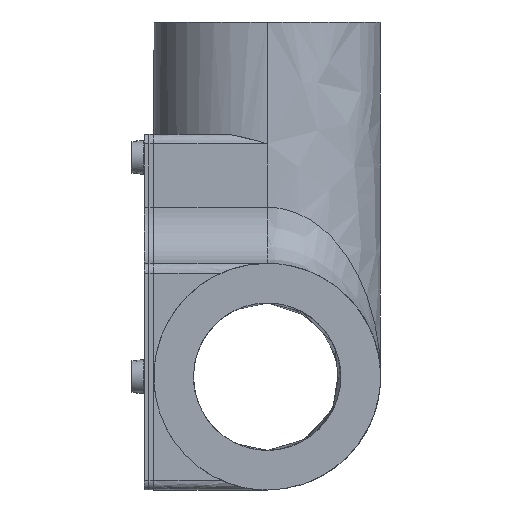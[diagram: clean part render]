
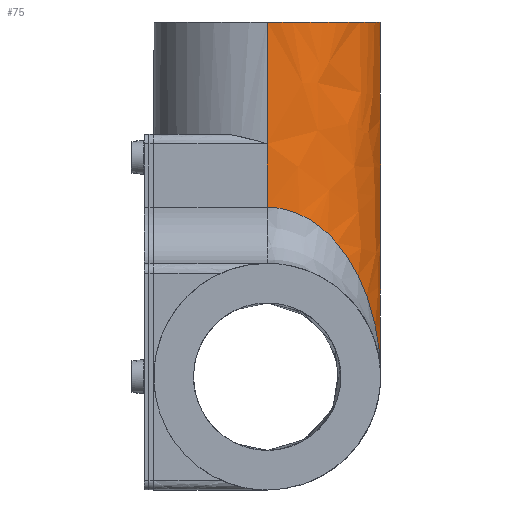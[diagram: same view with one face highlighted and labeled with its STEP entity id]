
A CAD part, left-side view. The second image highlights one B-rep face of the part: STEP entity #75.
In plain terms, the highlighted free-form (B-spline) face has degree [2, 1] with [9, 2] control points.
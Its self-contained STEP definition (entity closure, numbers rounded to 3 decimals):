
#75=ADVANCED_FACE('',(#232),#2439,.T.);
#232=FACE_OUTER_BOUND('',#392,.T.);
#392=EDGE_LOOP('',(#717,#718,#719,#720,#721,#722,#723));
#717=ORIENTED_EDGE('',*,*,#1416,.T.);
#718=ORIENTED_EDGE('',*,*,#1412,.F.);
#719=ORIENTED_EDGE('',*,*,#1415,.F.);
#720=ORIENTED_EDGE('',*,*,#1469,.T.);
#721=ORIENTED_EDGE('',*,*,#1445,.T.);
#722=ORIENTED_EDGE('',*,*,#1414,.F.);
#723=ORIENTED_EDGE('',*,*,#1413,.F.);
#1412=EDGE_CURVE('',#2181,#2146,#1966,.T.);
#1413=EDGE_CURVE('',#2182,#2177,#1967,.T.);
#1414=EDGE_CURVE('',#2177,#2183,#1754,.T.);
#1415=EDGE_CURVE('',#2184,#2181,#1755,.T.);
#1416=EDGE_CURVE('',#2182,#2146,#1968,.T.);
#1445=EDGE_CURVE('',#2170,#2183,#1977,.T.);
#1469=EDGE_CURVE('',#2184,#2170,#1988,.T.);
#1754=B_SPLINE_CURVE_WITH_KNOTS('',1,(#4530,#4531),.UNSPECIFIED.,.F.,.F.,
(2,2),(-13.,0.),.UNSPECIFIED.);
#1755=B_SPLINE_CURVE_WITH_KNOTS('',1,(#4532,#4533),.UNSPECIFIED.,.F.,.F.,
(2,2),(0.,13.),.UNSPECIFIED.);
#1966=(
BOUNDED_CURVE()
B_SPLINE_CURVE(1,(#4526,#4527),.UNSPECIFIED.,.F.,.F.)
B_SPLINE_CURVE_WITH_KNOTS((2,2),(-24.,-3.31),.UNSPECIFIED.)
CURVE()
GEOMETRIC_REPRESENTATION_ITEM()
RATIONAL_B_SPLINE_CURVE((1.,1.))
REPRESENTATION_ITEM('')
);
#1967=(
BOUNDED_CURVE()
B_SPLINE_CURVE(1,(#4528,#4529),.UNSPECIFIED.,.F.,.F.)
B_SPLINE_CURVE_WITH_KNOTS((2,2),(3.31,24.),.UNSPECIFIED.)
CURVE()
GEOMETRIC_REPRESENTATION_ITEM()
RATIONAL_B_SPLINE_CURVE((1.,1.))
REPRESENTATION_ITEM('')
);
#1968=(
BOUNDED_CURVE()
B_SPLINE_CURVE(2,(#4534,#4535,#4536,#4537,#4538),.UNSPECIFIED.,.F.,.F.)
B_SPLINE_CURVE_WITH_KNOTS((3,2,3),(36.521,73.042,109.563),
 .UNSPECIFIED.)
CURVE()
GEOMETRIC_REPRESENTATION_ITEM()
RATIONAL_B_SPLINE_CURVE((1.,0.707,1.,0.707,1.))
REPRESENTATION_ITEM('')
);
#1977=(
BOUNDED_CURVE()
B_SPLINE_CURVE(3,(#4699,#4700,#4701,#4702,#4703,#4704,#4705,#4706,#4707,
#4708,#4709,#4710,#4711,#4712,#4713,#4714,#4715,#4716,#4717,#4718,#4719,
#4720,#4721,#4722,#4723,#4724),.UNSPECIFIED.,.F.,.F.)
B_SPLINE_CURVE_WITH_KNOTS((4,2,2,2,2,2,2,2,2,2,2,2,4),(0.,6.522,
13.045,19.567,26.09,29.351,32.612,
35.874,39.135,42.396,45.657,48.919,
52.18),.UNSPECIFIED.)
CURVE()
GEOMETRIC_REPRESENTATION_ITEM()
RATIONAL_B_SPLINE_CURVE((1.,1.,1.,1.,1.,1.,1.,1.,1.,1.,1.,1.,1.,1.,1.,1.,
1.,1.,1.,1.,1.,1.,1.,1.,1.,1.))
REPRESENTATION_ITEM('')
);
#1988=(
BOUNDED_CURVE()
B_SPLINE_CURVE(3,(#4827,#4828,#4829,#4830,#4831,#4832,#4833,#4834,#4835,
#4836,#4837,#4838,#4839,#4840,#4841,#4842,#4843,#4844,#4845,#4846,#4847,
#4848,#4849,#4850,#4851,#4852),.UNSPECIFIED.,.F.,.F.)
B_SPLINE_CURVE_WITH_KNOTS((4,2,2,2,2,2,2,2,2,2,2,2,4),(-52.18,
-48.919,-45.657,-42.396,-39.135,-35.874,
-32.612,-29.351,-26.09,-19.567,
-13.045,-6.522,0.),.UNSPECIFIED.)
CURVE()
GEOMETRIC_REPRESENTATION_ITEM()
RATIONAL_B_SPLINE_CURVE((1.,1.,1.,1.,1.,1.,1.,1.,1.,1.,1.,1.,1.,1.,1.,1.,
1.,1.,1.,1.,1.,1.,1.,1.,1.,1.))
REPRESENTATION_ITEM('')
);
#2146=VERTEX_POINT('',#3705);
#2170=VERTEX_POINT('',#3729);
#2177=VERTEX_POINT('',#3736);
#2181=VERTEX_POINT('',#3740);
#2182=VERTEX_POINT('',#3741);
#2183=VERTEX_POINT('',#3742);
#2184=VERTEX_POINT('',#3743);
#2439=(
BOUNDED_SURFACE()
B_SPLINE_SURFACE(2,1,((#3298,#3299),(#3300,#3301),(#3302,#3303),(#3304,
#3305),(#3306,#3307),(#3308,#3309),(#3310,#3311),(#3312,#3313),(#3314,#3315)),
 .UNSPECIFIED.,.T.,.F.,.F.)
B_SPLINE_SURFACE_WITH_KNOTS((3,2,2,2,3),(2,2),(0.,36.521,73.042,
109.563,146.084),(0.,86.102),.UNSPECIFIED.)
GEOMETRIC_REPRESENTATION_ITEM()
RATIONAL_B_SPLINE_SURFACE(((1.,1.),(0.707,0.707),
(1.,1.),(0.707,0.707),(1.,1.),(0.707,
0.707),(1.,1.),(0.707,0.707),(1.,1.)))
REPRESENTATION_ITEM('')
SURFACE()
);
#3298=CARTESIAN_POINT('',(-78.,23.25,94.051));
#3299=CARTESIAN_POINT('',(-78.,23.25,7.949));
#3300=CARTESIAN_POINT('',(-54.75,23.25,94.051));
#3301=CARTESIAN_POINT('',(-54.75,23.25,7.949));
#3302=CARTESIAN_POINT('',(-54.75,0.,94.051));
#3303=CARTESIAN_POINT('',(-54.75,0.,7.949));
#3304=CARTESIAN_POINT('',(-54.75,-23.25,94.051));
#3305=CARTESIAN_POINT('',(-54.75,-23.25,7.949));
#3306=CARTESIAN_POINT('',(-78.,-23.25,94.051));
#3307=CARTESIAN_POINT('',(-78.,-23.25,7.949));
#3308=CARTESIAN_POINT('',(-101.25,-23.25,94.051));
#3309=CARTESIAN_POINT('',(-101.25,-23.25,7.949));
#3310=CARTESIAN_POINT('',(-101.25,0.,94.051));
#3311=CARTESIAN_POINT('',(-101.25,0.,7.949));
#3312=CARTESIAN_POINT('',(-101.25,23.25,94.051));
#3313=CARTESIAN_POINT('',(-101.25,23.25,7.949));
#3314=CARTESIAN_POINT('',(-78.,23.25,94.051));
#3315=CARTESIAN_POINT('',(-78.,23.25,7.949));
#3705=CARTESIAN_POINT('',(-101.25,0.,87.875));
#3729=CARTESIAN_POINT('',(-78.,-23.25,15.125));
#3736=CARTESIAN_POINT('',(-54.75,0.,62.875));
#3740=CARTESIAN_POINT('',(-101.25,0.,62.875));
#3741=CARTESIAN_POINT('',(-54.75,0.,87.875));
#3742=CARTESIAN_POINT('',(-54.75,0.,49.875));
#3743=CARTESIAN_POINT('',(-101.25,0.,49.875));
#4526=CARTESIAN_POINT('',(-101.25,0.,62.875));
#4527=CARTESIAN_POINT('',(-101.25,0.,87.875));
#4528=CARTESIAN_POINT('',(-54.75,0.,87.875));
#4529=CARTESIAN_POINT('',(-54.75,0.,62.875));
#4530=CARTESIAN_POINT('',(-54.75,0.,62.875));
#4531=CARTESIAN_POINT('',(-54.75,0.,49.875));
#4532=CARTESIAN_POINT('',(-101.25,0.,49.875));
#4533=CARTESIAN_POINT('',(-101.25,0.,62.875));
#4534=CARTESIAN_POINT('',(-54.75,0.,87.875));
#4535=CARTESIAN_POINT('',(-54.75,-23.25,87.875));
#4536=CARTESIAN_POINT('',(-78.,-23.25,87.875));
#4537=CARTESIAN_POINT('',(-101.25,-23.25,87.875));
#4538=CARTESIAN_POINT('',(-101.25,0.,87.875));
#4699=CARTESIAN_POINT('',(-78.,-23.25,15.125));
#4700=CARTESIAN_POINT('',(-76.478,-23.25,17.399));
#4701=CARTESIAN_POINT('',(-74.957,-23.1,19.674));
#4702=CARTESIAN_POINT('',(-71.972,-22.506,24.135));
#4703=CARTESIAN_POINT('',(-70.508,-22.063,26.322));
#4704=CARTESIAN_POINT('',(-67.697,-20.898,30.525));
#4705=CARTESIAN_POINT('',(-66.348,-20.177,32.54));
#4706=CARTESIAN_POINT('',(-63.818,-18.486,36.322));
#4707=CARTESIAN_POINT('',(-62.636,-17.516,38.089));
#4708=CARTESIAN_POINT('',(-61.022,-15.902,40.501));
#4709=CARTESIAN_POINT('',(-60.51,-15.338,41.266));
#4710=CARTESIAN_POINT('',(-59.545,-14.161,42.709));
#4711=CARTESIAN_POINT('',(-59.091,-13.55,43.387));
#4712=CARTESIAN_POINT('',(-58.246,-12.284,44.65));
#4713=CARTESIAN_POINT('',(-57.854,-11.631,45.236));
#4714=CARTESIAN_POINT('',(-57.137,-10.289,46.308));
#4715=CARTESIAN_POINT('',(-56.811,-9.6,46.795));
#4716=CARTESIAN_POINT('',(-56.229,-8.194,47.665));
#4717=CARTESIAN_POINT('',(-55.972,-7.477,48.049));
#4718=CARTESIAN_POINT('',(-55.53,-6.021,48.709));
#4719=CARTESIAN_POINT('',(-55.345,-5.282,48.985));
#4720=CARTESIAN_POINT('',(-55.048,-3.79,49.429));
#4721=CARTESIAN_POINT('',(-54.937,-3.036,49.596));
#4722=CARTESIAN_POINT('',(-54.787,-1.522,49.819));
#4723=CARTESIAN_POINT('',(-54.75,-0.761,49.875));
#4724=CARTESIAN_POINT('',(-54.75,0.,49.875));
#4827=CARTESIAN_POINT('',(-101.25,0.,49.875));
#4828=CARTESIAN_POINT('',(-101.25,-0.761,49.875));
#4829=CARTESIAN_POINT('',(-101.213,-1.522,49.819));
#4830=CARTESIAN_POINT('',(-101.063,-3.036,49.596));
#4831=CARTESIAN_POINT('',(-100.952,-3.79,49.429));
#4832=CARTESIAN_POINT('',(-100.655,-5.282,48.985));
#4833=CARTESIAN_POINT('',(-100.47,-6.021,48.709));
#4834=CARTESIAN_POINT('',(-100.028,-7.477,48.049));
#4835=CARTESIAN_POINT('',(-99.771,-8.194,47.665));
#4836=CARTESIAN_POINT('',(-99.189,-9.6,46.795));
#4837=CARTESIAN_POINT('',(-98.863,-10.289,46.308));
#4838=CARTESIAN_POINT('',(-98.146,-11.631,45.236));
#4839=CARTESIAN_POINT('',(-97.754,-12.284,44.65));
#4840=CARTESIAN_POINT('',(-96.909,-13.55,43.387));
#4841=CARTESIAN_POINT('',(-96.455,-14.161,42.709));
#4842=CARTESIAN_POINT('',(-95.49,-15.338,41.266));
#4843=CARTESIAN_POINT('',(-94.978,-15.902,40.501));
#4844=CARTESIAN_POINT('',(-93.364,-17.516,38.089));
#4845=CARTESIAN_POINT('',(-92.182,-18.486,36.322));
#4846=CARTESIAN_POINT('',(-89.652,-20.177,32.54));
#4847=CARTESIAN_POINT('',(-88.303,-20.898,30.525));
#4848=CARTESIAN_POINT('',(-85.492,-22.063,26.322));
#4849=CARTESIAN_POINT('',(-84.028,-22.506,24.135));
#4850=CARTESIAN_POINT('',(-81.043,-23.1,19.674));
#4851=CARTESIAN_POINT('',(-79.522,-23.25,17.399));
#4852=CARTESIAN_POINT('',(-78.,-23.25,15.125));
